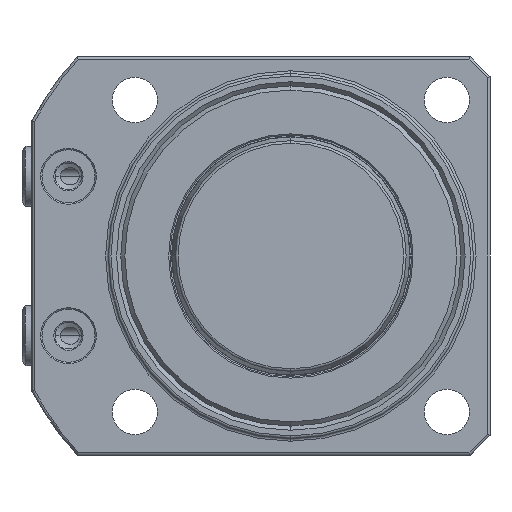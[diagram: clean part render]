
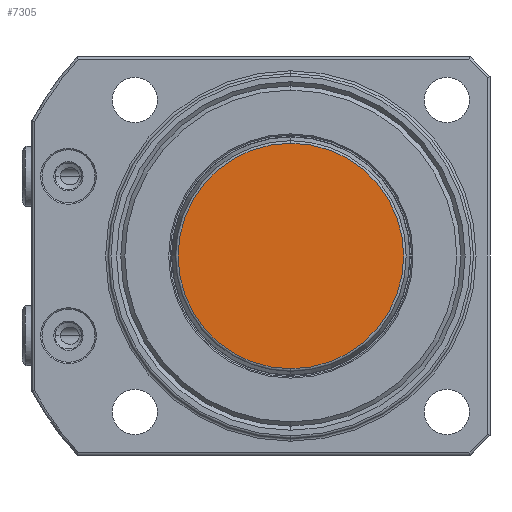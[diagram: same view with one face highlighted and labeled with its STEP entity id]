
A CAD part, front view. The second image highlights one B-rep face of the part: STEP entity #7305.
In plain terms, the highlighted planar face has unit normal (0, -1, 0).
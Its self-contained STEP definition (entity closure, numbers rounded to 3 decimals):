
#638 = AXIS2_PLACEMENT_3D ( 'NONE', #4607, #4608, #4609 ) ;
#645 = AXIS2_PLACEMENT_3D ( 'NONE', #4643, #4644, #4645 ) ;
#820 = AXIS2_PLACEMENT_3D ( 'NONE', #5266, #5267, #5268 ) ;
#823 = FACE_OUTER_BOUND ( 'NONE', #2702, .T. ) ;
#1569 = CIRCLE ( 'NONE', #645, 16.992 ) ;
#1696 = CIRCLE ( 'NONE', #638, 16.992 ) ;
#2453 = CARTESIAN_POINT ( 'NONE',  ( 0., -2., 16.992 ) ) ;
#2454 = CARTESIAN_POINT ( 'NONE',  ( 0., -2., -16.992 ) ) ;
#2702 = EDGE_LOOP ( 'NONE', ( #3967, #3965 ) ) ;
#3611 = VERTEX_POINT ( 'NONE', #2453 ) ;
#3612 = VERTEX_POINT ( 'NONE', #2454 ) ;
#3965 = ORIENTED_EDGE ( 'NONE', *, *, #7420, .T. ) ;
#3967 = ORIENTED_EDGE ( 'NONE', *, *, #7432, .T. ) ;
#4607 = CARTESIAN_POINT ( 'NONE',  ( 0., -2., 0. ) ) ;
#4608 = DIRECTION ( 'NONE',  ( 0., -1., 0. ) ) ;
#4609 = DIRECTION ( 'NONE',  ( 0., 0., 1. ) ) ;
#4643 = CARTESIAN_POINT ( 'NONE',  ( 0., -2., 0. ) ) ;
#4644 = DIRECTION ( 'NONE',  ( 0., -1., 0. ) ) ;
#4645 = DIRECTION ( 'NONE',  ( 0., 0., 1. ) ) ;
#5265 = PLANE ( 'NONE',  #820 ) ;
#5266 = CARTESIAN_POINT ( 'NONE',  ( 17.272, -2., 0. ) ) ;
#5267 = DIRECTION ( 'NONE',  ( 0., 1., 0. ) ) ;
#5268 = DIRECTION ( 'NONE',  ( 0., 0., 1. ) ) ;
#7305 = ADVANCED_FACE ( 'NONE', ( #823 ), #5265, .F. ) ;
#7420 = EDGE_CURVE ( 'NONE', #3612, #3611, #1696, .T. ) ;
#7432 = EDGE_CURVE ( 'NONE', #3611, #3612, #1569, .T. ) ;
